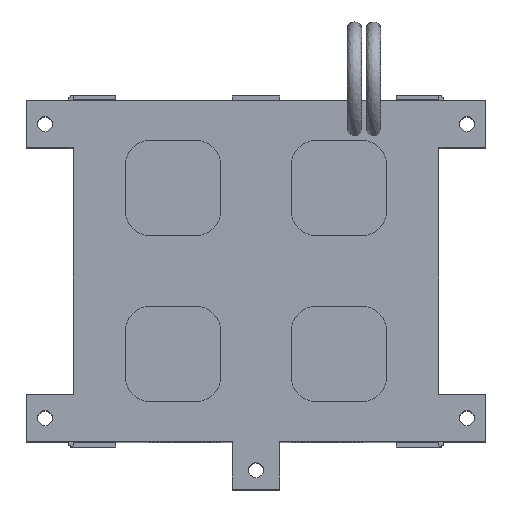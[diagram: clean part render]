
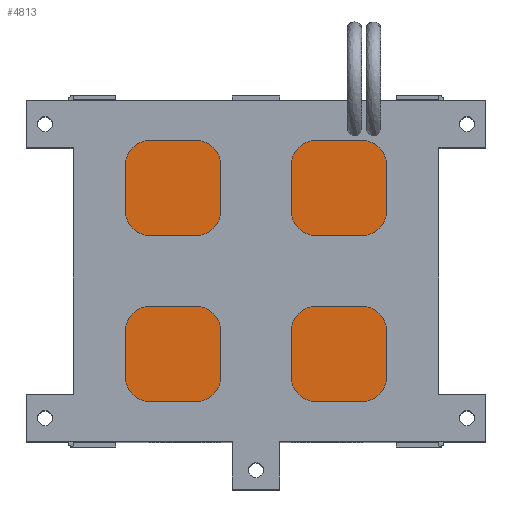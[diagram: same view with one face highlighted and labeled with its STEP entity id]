
A CAD part, top view. The second image highlights one B-rep face of the part: STEP entity #4813.
In plain terms, the highlighted planar face has unit normal (0, 0, 1).
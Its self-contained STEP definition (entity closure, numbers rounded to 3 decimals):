
#115=B_SPLINE_CURVE_WITH_KNOTS('',3,(#8220,#8221,#8222,#8223,#8224,#8225,
#8226,#8227,#8228,#8229,#8230),.UNSPECIFIED.,.T.,.F.,(4,1,1,1,1,1,1,1,4),
(-6.283,-5.386,-4.488,-3.59,
-2.693,-1.795,-0.898,-0.449,
0.),.UNSPECIFIED.);
#117=B_SPLINE_CURVE_WITH_KNOTS('',3,(#8343,#8344,#8345,#8346,#8347,#8348,
#8349,#8350,#8351,#8352,#8353),.UNSPECIFIED.,.T.,.F.,(4,1,1,1,1,1,1,1,4),
(-6.283,-5.386,-4.488,-3.59,
-2.693,-1.795,-0.898,-0.449,
0.),.UNSPECIFIED.);
#245=FACE_BOUND('',#956,.T.);
#246=FACE_BOUND('',#957,.T.);
#383=PLANE('',#5400);
#621=FACE_OUTER_BOUND('',#955,.T.);
#955=EDGE_LOOP('',(#4469,#4470,#4471,#4472));
#956=EDGE_LOOP('',(#4473));
#957=EDGE_LOOP('',(#4474));
#1405=LINE('',#8373,#1861);
#1408=LINE('',#8379,#1864);
#1411=LINE('',#8385,#1867);
#1414=LINE('',#8389,#1870);
#1861=VECTOR('',#6748,10.);
#1864=VECTOR('',#6753,10.);
#1867=VECTOR('',#6758,10.);
#1870=VECTOR('',#6763,10.);
#2493=VERTEX_POINT('',#8219);
#2495=VERTEX_POINT('',#8342);
#2499=VERTEX_POINT('',#8370);
#2500=VERTEX_POINT('',#8372);
#2502=VERTEX_POINT('',#8378);
#2504=VERTEX_POINT('',#8384);
#3145=EDGE_CURVE('',#2493,#2493,#115,.T.);
#3148=EDGE_CURVE('',#2495,#2495,#117,.T.);
#3153=EDGE_CURVE('',#2500,#2499,#1405,.T.);
#3156=EDGE_CURVE('',#2502,#2500,#1408,.T.);
#3159=EDGE_CURVE('',#2504,#2502,#1411,.T.);
#3162=EDGE_CURVE('',#2499,#2504,#1414,.T.);
#4469=ORIENTED_EDGE('',*,*,#3162,.T.);
#4470=ORIENTED_EDGE('',*,*,#3159,.T.);
#4471=ORIENTED_EDGE('',*,*,#3156,.T.);
#4472=ORIENTED_EDGE('',*,*,#3153,.T.);
#4473=ORIENTED_EDGE('',*,*,#3145,.T.);
#4474=ORIENTED_EDGE('',*,*,#3148,.T.);
#4813=ADVANCED_FACE('',(#621,#245,#246),#383,.T.);
#5400=AXIS2_PLACEMENT_3D('',#8390,#6764,#6765);
#6748=DIRECTION('',(0.,-1.,0.));
#6753=DIRECTION('',(-1.,0.,0.));
#6758=DIRECTION('',(0.,1.,0.));
#6763=DIRECTION('',(1.,0.,0.));
#6764=DIRECTION('center_axis',(0.,0.,1.));
#6765=DIRECTION('ref_axis',(1.,0.,0.));
#8219=CARTESIAN_POINT('',(-19.293,-29.215,105.));
#8220=CARTESIAN_POINT('Ctrl Pts',(-19.293,-29.215,105.));
#8221=CARTESIAN_POINT('Ctrl Pts',(-19.293,-29.664,105.));
#8222=CARTESIAN_POINT('Ctrl Pts',(-19.723,-30.558,105.));
#8223=CARTESIAN_POINT('Ctrl Pts',(-21.176,-30.89,105.));
#8224=CARTESIAN_POINT('Ctrl Pts',(-22.339,-29.961,105.));
#8225=CARTESIAN_POINT('Ctrl Pts',(-22.343,-28.469,105.));
#8226=CARTESIAN_POINT('Ctrl Pts',(-21.174,-27.544,105.));
#8227=CARTESIAN_POINT('Ctrl Pts',(-19.967,-27.817,105.));
#8228=CARTESIAN_POINT('Ctrl Pts',(-19.396,-28.544,105.));
#8229=CARTESIAN_POINT('Ctrl Pts',(-19.293,-28.991,105.));
#8230=CARTESIAN_POINT('Ctrl Pts',(-19.293,-29.215,105.));
#8342=CARTESIAN_POINT('',(-23.293,-29.215,105.));
#8343=CARTESIAN_POINT('Ctrl Pts',(-23.293,-29.215,105.));
#8344=CARTESIAN_POINT('Ctrl Pts',(-23.293,-29.664,105.));
#8345=CARTESIAN_POINT('Ctrl Pts',(-23.723,-30.558,105.));
#8346=CARTESIAN_POINT('Ctrl Pts',(-25.176,-30.89,105.));
#8347=CARTESIAN_POINT('Ctrl Pts',(-26.339,-29.961,105.));
#8348=CARTESIAN_POINT('Ctrl Pts',(-26.343,-28.469,105.));
#8349=CARTESIAN_POINT('Ctrl Pts',(-25.174,-27.544,105.));
#8350=CARTESIAN_POINT('Ctrl Pts',(-23.967,-27.817,105.));
#8351=CARTESIAN_POINT('Ctrl Pts',(-23.396,-28.544,105.));
#8352=CARTESIAN_POINT('Ctrl Pts',(-23.293,-28.991,105.));
#8353=CARTESIAN_POINT('Ctrl Pts',(-23.293,-29.215,105.));
#8370=CARTESIAN_POINT('',(-37.5,-35.,105.));
#8372=CARTESIAN_POINT('',(-37.5,35.,105.));
#8373=CARTESIAN_POINT('',(-37.5,35.,105.));
#8378=CARTESIAN_POINT('',(37.5,35.,105.));
#8379=CARTESIAN_POINT('',(37.5,35.,105.));
#8384=CARTESIAN_POINT('',(37.5,-35.,105.));
#8385=CARTESIAN_POINT('',(37.5,-35.,105.));
#8389=CARTESIAN_POINT('',(-37.5,-35.,105.));
#8390=CARTESIAN_POINT('Origin',(0.,0.,105.));
